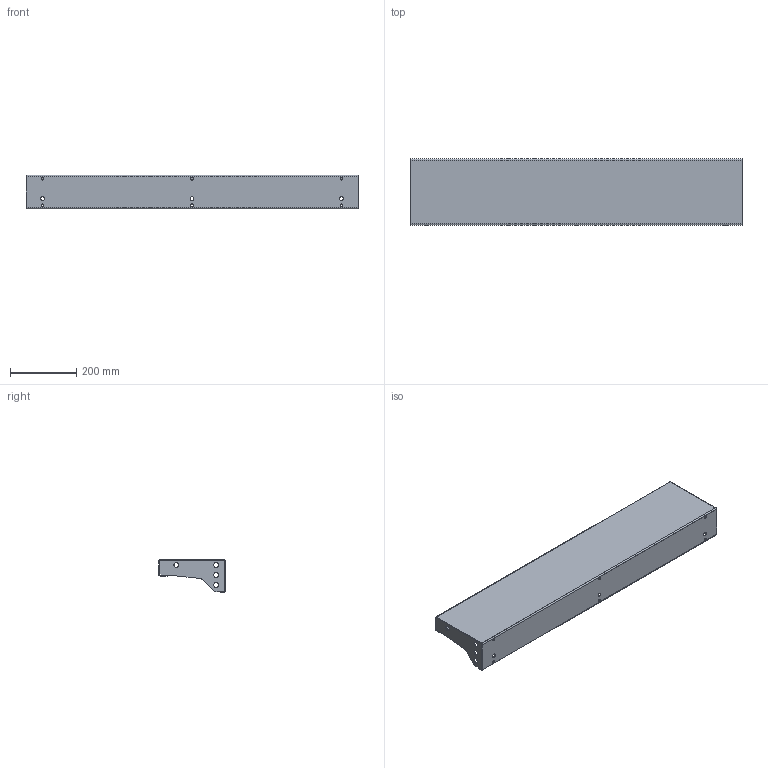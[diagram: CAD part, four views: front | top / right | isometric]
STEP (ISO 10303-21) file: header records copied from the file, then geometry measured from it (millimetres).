
FILE_DESCRIPTION (( 'STEP AP203' ), '1' );
FILE_NAME ('CRS2_200_1000.STEP', '2019-11-29T09:44:37', ( '' ), ( '' ), 'SwSTEP 2.0', 'SolidWorks 2019', '' );
FILE_SCHEMA (( 'CONFIG_CONTROL_DESIGN' ));
Length unit declared in the file: millimetre
Products named in the file (3): CR3_200 Con str.; CRS2_200_1000; CRS2_200_1000_Wall
Assembly tree (3 placements, depth 2):
  CRS2_200_1000
    CRS2_200_1000_Wall
    CR3_200 Con str.  x2
Bounding box: 1000 x 200 x 100 mm (x, y, z)
Volume: 819989.5 mm3; surface area: 807838 mm2
Topology: 3 solids, 3 shells, 102 faces, 256 edges, 160 vertices
Faces by surface type: plane 56, cylinder 46
Entity records: 2692 total; most frequent: DIRECTION 435, CARTESIAN_POINT 396, ORIENTED_EDGE 386, EDGE_CURVE 193, AXIS2_PLACEMENT_3D 157, LINE 121, VECTOR 121, VERTEX_POINT 118
